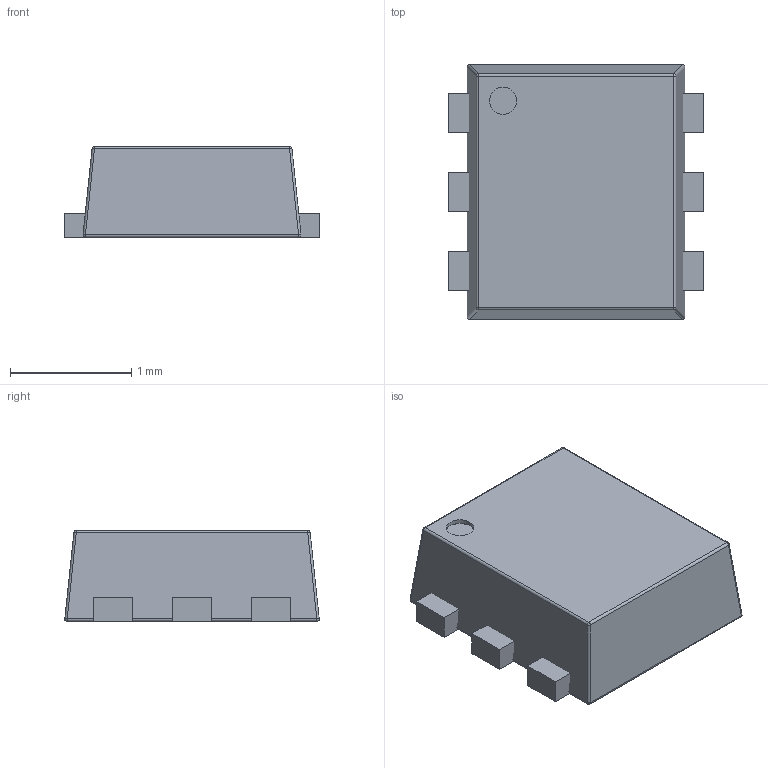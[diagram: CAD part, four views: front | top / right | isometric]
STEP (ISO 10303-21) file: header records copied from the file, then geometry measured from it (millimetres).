
FILE_DESCRIPTION(('Open CASCADE Model'),'2;1');
FILE_NAME('Open CASCADE Shape Model','2023-01-25T21:14:17',('Author'),( 'Open CASCADE'),'Open CASCADE STEP processor 7.5','Open CASCADE 7.5' ,'Unknown');
FILE_SCHEMA(('AUTOMOTIVE_DESIGN { 1 0 10303 214 1 1 1 1 }'));
Length unit declared in the file: millimetre
Products named in the file (5): SOTFL65P210X75-6N.step; Open CASCADE STEP translator 7.5 1.1; Body; Open CASCADE STEP translator 7.5 1.2.1; lead
Assembly tree (9 placements, depth 3):
  SOTFL65P210X75-6N.step
    Open CASCADE STEP translator 7.5 1.1
    Body
      Open CASCADE STEP translator 7.5 1.2.1
    lead  x6
Bounding box: 2.1 x 2.1 x 0.75 mm (x, y, z)
Volume: 2.7 mm3; surface area: 14.6 mm2
Topology: 7 solids, 8 shells, 65 faces, 132 edges, 75 vertices
Faces by surface type: plane 44, cylinder 13, sphere 8
Full cylindrical faces by diameter (mm): 0.225 x1
Entity records: 1851 total; most frequent: CARTESIAN_POINT 319, DIRECTION 300, LINE 153, VECTOR 153, ORIENTED_EDGE 127, PCURVE 127, DEFINITIONAL_REPRESENTATION 127, AXIS2_PLACEMENT_3D 72
